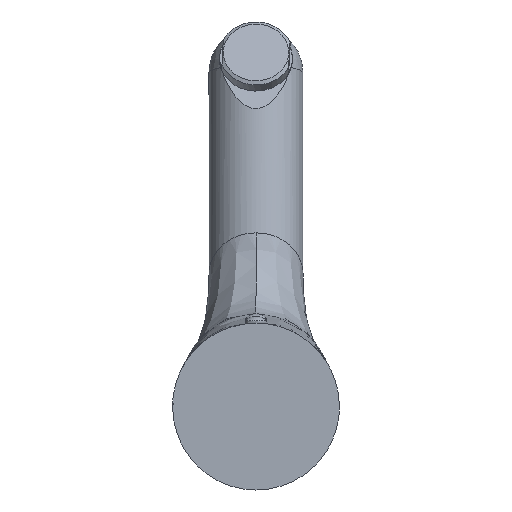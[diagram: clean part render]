
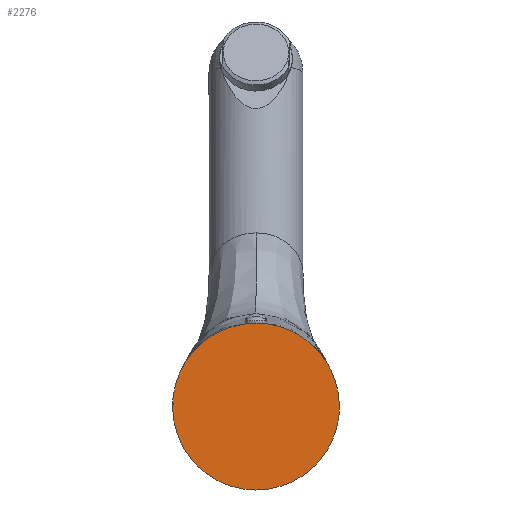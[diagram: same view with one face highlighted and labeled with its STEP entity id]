
A CAD part, front view. The second image highlights one B-rep face of the part: STEP entity #2276.
In plain terms, the highlighted planar face has unit normal (0, -1, 0).
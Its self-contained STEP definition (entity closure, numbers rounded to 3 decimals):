
#109 = ORIENTED_EDGE ( 'NONE', *, *, #1288, .T. ) ;
#132 = AXIS2_PLACEMENT_3D ( 'NONE', #2585, #2564, #2411 ) ;
#293 = ORIENTED_EDGE ( 'NONE', *, *, #1022, .T. ) ;
#309 = PLANE ( 'NONE',  #132 ) ;
#767 = CARTESIAN_POINT ( 'NONE',  ( 10.798, 0., -26.068 ) ) ;
#898 = B_SPLINE_CURVE_WITH_KNOTS ( 'NONE', 3,
 ( #1864, #1867, #1881, #1862, #1856, #1855, #1852 ),
 .UNSPECIFIED., .F., .F.,
 ( 4, 1, 1, 1, 4 ),
 ( 0., 0.011, 0.021, 0.032, 0.043 ),
 .UNSPECIFIED. ) ;
#1000 = CARTESIAN_POINT ( 'NONE',  ( 26.068, 0., -10.798 ) ) ;
#1010 = ORIENTED_EDGE ( 'NONE', *, *, #2141, .T. ) ;
#1022 = EDGE_CURVE ( 'NONE', #2384, #2074, #898, .T. ) ;
#1025 = VERTEX_POINT ( 'NONE', #1847 ) ;
#1231 = CARTESIAN_POINT ( 'NONE',  ( 27.5, 0., 0. ) ) ;
#1275 = FACE_OUTER_BOUND ( 'NONE', #2347, .T. ) ;
#1288 = EDGE_CURVE ( 'NONE', #2074, #2311, #2445, .T. ) ;
#1373 = B_SPLINE_CURVE_WITH_KNOTS ( 'NONE', 3,
 ( #1843, #2040, #767, #2243, #1000, #2430, #1231, #2593 ),
 .UNSPECIFIED., .F., .F.,
 ( 4, 1, 1, 1, 1, 4 ),
 ( 0., 0.011, 0.021, 0.032, 0.043, 0.043 ),
 .UNSPECIFIED. ) ;
#1555 = CARTESIAN_POINT ( 'NONE',  ( 0., 0., -27.5 ) ) ;
#1557 = CARTESIAN_POINT ( 'NONE',  ( -3.599, 0., -27.5 ) ) ;
#1559 = CARTESIAN_POINT ( 'NONE',  ( -10.798, 0., -26.068 ) ) ;
#1561 = CARTESIAN_POINT ( 'NONE',  ( -19.951, 0., -19.952 ) ) ;
#1564 = CARTESIAN_POINT ( 'NONE',  ( -26.068, 0., -10.798 ) ) ;
#1569 = CARTESIAN_POINT ( 'NONE',  ( -27.5, 0., -3.599 ) ) ;
#1574 = CARTESIAN_POINT ( 'NONE',  ( -27.5, 0., 0. ) ) ;
#1575 = CARTESIAN_POINT ( 'NONE',  ( -27.5, 0., 0. ) ) ;
#1590 = CARTESIAN_POINT ( 'NONE',  ( 0., 0., 27.5 ) ) ;
#1677 = CARTESIAN_POINT ( 'NONE',  ( -27.5, 0., 0. ) ) ;
#1785 = CARTESIAN_POINT ( 'NONE',  ( -27.5, 0., 0. ) ) ;
#1787 = CARTESIAN_POINT ( 'NONE',  ( -27.5, 0., 3.599 ) ) ;
#1788 = CARTESIAN_POINT ( 'NONE',  ( -26.068, 0., 10.798 ) ) ;
#1794 = CARTESIAN_POINT ( 'NONE',  ( -19.952, 0., 19.951 ) ) ;
#1797 = CARTESIAN_POINT ( 'NONE',  ( -10.798, 0., 26.068 ) ) ;
#1802 = CARTESIAN_POINT ( 'NONE',  ( 0., 0., 27.5 ) ) ;
#1843 = CARTESIAN_POINT ( 'NONE',  ( 0., 0., -27.5 ) ) ;
#1847 = CARTESIAN_POINT ( 'NONE',  ( 0., 0., -27.5 ) ) ;
#1849 = CARTESIAN_POINT ( 'NONE',  ( -3.6, 0., 27.5 ) ) ;
#1852 = CARTESIAN_POINT ( 'NONE',  ( 0., 0., 27.5 ) ) ;
#1855 = CARTESIAN_POINT ( 'NONE',  ( 3.6, 0., 27.5 ) ) ;
#1856 = CARTESIAN_POINT ( 'NONE',  ( 10.798, 0., 26.068 ) ) ;
#1862 = CARTESIAN_POINT ( 'NONE',  ( 19.952, 0., 19.951 ) ) ;
#1864 = CARTESIAN_POINT ( 'NONE',  ( 27.5, 0., 0. ) ) ;
#1867 = CARTESIAN_POINT ( 'NONE',  ( 27.5, 0., 3.599 ) ) ;
#1881 = CARTESIAN_POINT ( 'NONE',  ( 26.068, 0., 10.798 ) ) ;
#2040 = CARTESIAN_POINT ( 'NONE',  ( 3.599, 0., -27.5 ) ) ;
#2074 = VERTEX_POINT ( 'NONE', #1590 ) ;
#2141 = EDGE_CURVE ( 'NONE', #2311, #1025, #2192, .T. ) ;
#2192 = B_SPLINE_CURVE_WITH_KNOTS ( 'NONE', 3,
 ( #1574, #1575, #1569, #1564, #1561, #1559, #1557, #1555 ),
 .UNSPECIFIED., .F., .F.,
 ( 4, 1, 1, 1, 1, 4 ),
 ( 0., 0., 0.011, 0.021, 0.032, 0.043 ),
 .UNSPECIFIED. ) ;
#2243 = CARTESIAN_POINT ( 'NONE',  ( 19.951, 0., -19.952 ) ) ;
#2276 = ADVANCED_FACE ( 'NONE', ( #1275 ), #309, .T. ) ;
#2311 = VERTEX_POINT ( 'NONE', #1677 ) ;
#2347 = EDGE_LOOP ( 'NONE', ( #2493, #293, #109, #1010 ) ) ;
#2384 = VERTEX_POINT ( 'NONE', #2555 ) ;
#2411 = DIRECTION ( 'NONE',  ( -1., 0., 0. ) ) ;
#2430 = CARTESIAN_POINT ( 'NONE',  ( 27.5, 0., -3.599 ) ) ;
#2445 = B_SPLINE_CURVE_WITH_KNOTS ( 'NONE', 3,
 ( #1802, #1849, #1797, #1794, #1788, #1787, #1785 ),
 .UNSPECIFIED., .F., .F.,
 ( 4, 1, 1, 1, 4 ),
 ( 0., 0.011, 0.021, 0.032, 0.043 ),
 .UNSPECIFIED. ) ;
#2493 = ORIENTED_EDGE ( 'NONE', *, *, #2607, .T. ) ;
#2555 = CARTESIAN_POINT ( 'NONE',  ( 27.5, 0., 0. ) ) ;
#2564 = DIRECTION ( 'NONE',  ( 0., -1., 0. ) ) ;
#2585 = CARTESIAN_POINT ( 'NONE',  ( 0., 0., 0. ) ) ;
#2593 = CARTESIAN_POINT ( 'NONE',  ( 27.5, 0., 0. ) ) ;
#2607 = EDGE_CURVE ( 'NONE', #1025, #2384, #1373, .T. ) ;
